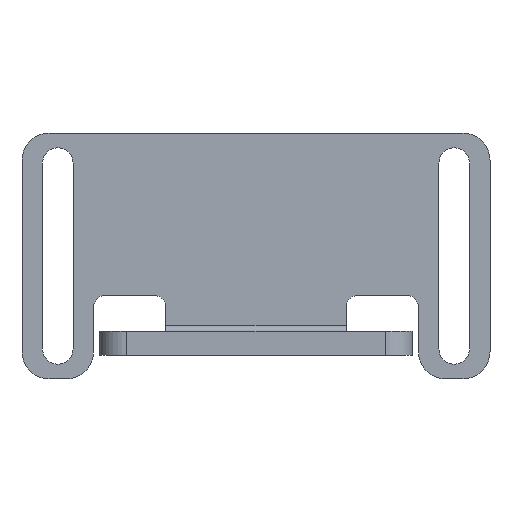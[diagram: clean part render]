
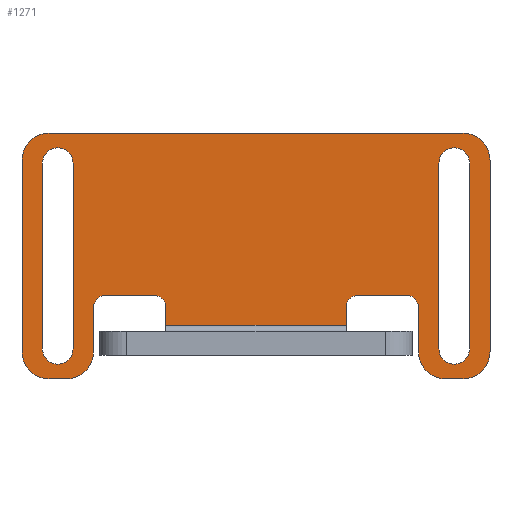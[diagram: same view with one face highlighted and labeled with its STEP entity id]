
A CAD part, left-side view. The second image highlights one B-rep face of the part: STEP entity #1271.
In plain terms, the highlighted planar face has unit normal (-1, 0, 0).
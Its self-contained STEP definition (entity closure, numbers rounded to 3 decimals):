
#68=CIRCLE('',#1367,2.55);
#69=CIRCLE('',#1368,2.55);
#70=CIRCLE('',#1369,2.55);
#71=CIRCLE('',#1370,2.55);
#72=CIRCLE('',#1371,2.);
#73=CIRCLE('',#1372,2.);
#74=CIRCLE('',#1373,4.5);
#75=CIRCLE('',#1374,4.5);
#76=CIRCLE('',#1375,4.5);
#77=CIRCLE('',#1376,4.5);
#78=CIRCLE('',#1377,4.5);
#79=CIRCLE('',#1378,4.5);
#80=CIRCLE('',#1379,2.);
#81=CIRCLE('',#1380,2.);
#150=ORIENTED_EDGE('',*,*,#534,.T.);
#151=ORIENTED_EDGE('',*,*,#535,.T.);
#152=ORIENTED_EDGE('',*,*,#536,.T.);
#153=ORIENTED_EDGE('',*,*,#537,.T.);
#154=ORIENTED_EDGE('',*,*,#538,.T.);
#155=ORIENTED_EDGE('',*,*,#539,.T.);
#156=ORIENTED_EDGE('',*,*,#540,.T.);
#157=ORIENTED_EDGE('',*,*,#541,.T.);
#158=ORIENTED_EDGE('',*,*,#542,.T.);
#159=ORIENTED_EDGE('',*,*,#543,.F.);
#160=ORIENTED_EDGE('',*,*,#544,.T.);
#161=ORIENTED_EDGE('',*,*,#545,.F.);
#162=ORIENTED_EDGE('',*,*,#546,.T.);
#163=ORIENTED_EDGE('',*,*,#547,.F.);
#164=ORIENTED_EDGE('',*,*,#548,.F.);
#165=ORIENTED_EDGE('',*,*,#549,.F.);
#166=ORIENTED_EDGE('',*,*,#550,.F.);
#167=ORIENTED_EDGE('',*,*,#551,.F.);
#168=ORIENTED_EDGE('',*,*,#552,.F.);
#169=ORIENTED_EDGE('',*,*,#553,.F.);
#170=ORIENTED_EDGE('',*,*,#554,.F.);
#171=ORIENTED_EDGE('',*,*,#555,.F.);
#172=ORIENTED_EDGE('',*,*,#556,.F.);
#173=ORIENTED_EDGE('',*,*,#557,.F.);
#174=ORIENTED_EDGE('',*,*,#558,.F.);
#175=ORIENTED_EDGE('',*,*,#559,.F.);
#176=ORIENTED_EDGE('',*,*,#560,.T.);
#177=ORIENTED_EDGE('',*,*,#561,.F.);
#178=ORIENTED_EDGE('',*,*,#562,.T.);
#179=ORIENTED_EDGE('',*,*,#563,.F.);
#534=EDGE_CURVE('',#726,#727,#838,.T.);
#535=EDGE_CURVE('',#727,#728,#68,.T.);
#536=EDGE_CURVE('',#728,#729,#839,.T.);
#537=EDGE_CURVE('',#729,#726,#69,.T.);
#538=EDGE_CURVE('',#730,#731,#840,.T.);
#539=EDGE_CURVE('',#731,#732,#70,.T.);
#540=EDGE_CURVE('',#732,#733,#841,.T.);
#541=EDGE_CURVE('',#733,#730,#71,.T.);
#542=EDGE_CURVE('',#734,#735,#842,.T.);
#543=EDGE_CURVE('',#736,#735,#843,.T.);
#544=EDGE_CURVE('',#736,#737,#72,.T.);
#545=EDGE_CURVE('',#738,#737,#844,.T.);
#546=EDGE_CURVE('',#738,#739,#73,.T.);
#547=EDGE_CURVE('',#740,#739,#845,.T.);
#548=EDGE_CURVE('',#741,#740,#74,.T.);
#549=EDGE_CURVE('',#742,#741,#846,.T.);
#550=EDGE_CURVE('',#743,#742,#75,.T.);
#551=EDGE_CURVE('',#744,#743,#847,.T.);
#552=EDGE_CURVE('',#745,#744,#76,.T.);
#553=EDGE_CURVE('',#746,#745,#848,.T.);
#554=EDGE_CURVE('',#747,#746,#77,.T.);
#555=EDGE_CURVE('',#748,#747,#849,.T.);
#556=EDGE_CURVE('',#749,#748,#78,.T.);
#557=EDGE_CURVE('',#750,#749,#850,.T.);
#558=EDGE_CURVE('',#751,#750,#79,.T.);
#559=EDGE_CURVE('',#752,#751,#851,.T.);
#560=EDGE_CURVE('',#752,#753,#80,.T.);
#561=EDGE_CURVE('',#754,#753,#852,.T.);
#562=EDGE_CURVE('',#754,#755,#81,.T.);
#563=EDGE_CURVE('',#734,#755,#853,.T.);
#726=VERTEX_POINT('',#1941);
#727=VERTEX_POINT('',#1942);
#728=VERTEX_POINT('',#1944);
#729=VERTEX_POINT('',#1946);
#730=VERTEX_POINT('',#1949);
#731=VERTEX_POINT('',#1950);
#732=VERTEX_POINT('',#1952);
#733=VERTEX_POINT('',#1954);
#734=VERTEX_POINT('',#1957);
#735=VERTEX_POINT('',#1958);
#736=VERTEX_POINT('',#1960);
#737=VERTEX_POINT('',#1962);
#738=VERTEX_POINT('',#1964);
#739=VERTEX_POINT('',#1966);
#740=VERTEX_POINT('',#1968);
#741=VERTEX_POINT('',#1970);
#742=VERTEX_POINT('',#1972);
#743=VERTEX_POINT('',#1974);
#744=VERTEX_POINT('',#1976);
#745=VERTEX_POINT('',#1978);
#746=VERTEX_POINT('',#1980);
#747=VERTEX_POINT('',#1982);
#748=VERTEX_POINT('',#1984);
#749=VERTEX_POINT('',#1986);
#750=VERTEX_POINT('',#1988);
#751=VERTEX_POINT('',#1990);
#752=VERTEX_POINT('',#1992);
#753=VERTEX_POINT('',#1994);
#754=VERTEX_POINT('',#1996);
#755=VERTEX_POINT('',#1998);
#838=LINE('',#1940,#966);
#839=LINE('',#1945,#967);
#840=LINE('',#1948,#968);
#841=LINE('',#1953,#969);
#842=LINE('',#1956,#970);
#843=LINE('',#1959,#971);
#844=LINE('',#1963,#972);
#845=LINE('',#1967,#973);
#846=LINE('',#1971,#974);
#847=LINE('',#1975,#975);
#848=LINE('',#1979,#976);
#849=LINE('',#1983,#977);
#850=LINE('',#1987,#978);
#851=LINE('',#1991,#979);
#852=LINE('',#1995,#980);
#853=LINE('',#1999,#981);
#966=VECTOR('',#1535,1000.);
#967=VECTOR('',#1538,1000.);
#968=VECTOR('',#1541,1000.);
#969=VECTOR('',#1544,1000.);
#970=VECTOR('',#1547,1000.);
#971=VECTOR('',#1548,1000.);
#972=VECTOR('',#1551,1000.);
#973=VECTOR('',#1554,1000.);
#974=VECTOR('',#1557,1000.);
#975=VECTOR('',#1560,1000.);
#976=VECTOR('',#1563,1000.);
#977=VECTOR('',#1566,1000.);
#978=VECTOR('',#1569,1000.);
#979=VECTOR('',#1572,1000.);
#980=VECTOR('',#1575,1000.);
#981=VECTOR('',#1578,1000.);
#1082=EDGE_LOOP('',(#150,#151,#152,#153));
#1083=EDGE_LOOP('',(#154,#155,#156,#157));
#1084=EDGE_LOOP('',(#158,#159,#160,#161,#162,#163,#164,#165,#166,#167,#168,
#169,#170,#171,#172,#173,#174,#175,#176,#177,#178,#179));
#1162=FACE_BOUND('',#1082,.T.);
#1163=FACE_BOUND('',#1083,.T.);
#1164=FACE_BOUND('',#1084,.T.);
#1237=PLANE('',#1366);
#1271=ADVANCED_FACE('',(#1162,#1163,#1164),#1237,.F.);
#1366=AXIS2_PLACEMENT_3D('',#1939,#1533,#1534);
#1367=AXIS2_PLACEMENT_3D('',#1943,#1536,#1537);
#1368=AXIS2_PLACEMENT_3D('',#1947,#1539,#1540);
#1369=AXIS2_PLACEMENT_3D('',#1951,#1542,#1543);
#1370=AXIS2_PLACEMENT_3D('',#1955,#1545,#1546);
#1371=AXIS2_PLACEMENT_3D('',#1961,#1549,#1550);
#1372=AXIS2_PLACEMENT_3D('',#1965,#1552,#1553);
#1373=AXIS2_PLACEMENT_3D('',#1969,#1555,#1556);
#1374=AXIS2_PLACEMENT_3D('',#1973,#1558,#1559);
#1375=AXIS2_PLACEMENT_3D('',#1977,#1561,#1562);
#1376=AXIS2_PLACEMENT_3D('',#1981,#1564,#1565);
#1377=AXIS2_PLACEMENT_3D('',#1985,#1567,#1568);
#1378=AXIS2_PLACEMENT_3D('',#1989,#1570,#1571);
#1379=AXIS2_PLACEMENT_3D('',#1993,#1573,#1574);
#1380=AXIS2_PLACEMENT_3D('',#1997,#1576,#1577);
#1533=DIRECTION('',(1.,0.,0.));
#1534=DIRECTION('',(0.,0.,-1.));
#1535=DIRECTION('',(0.,0.,1.));
#1536=DIRECTION('',(1.,0.,0.));
#1537=DIRECTION('',(0.,0.,-1.));
#1538=DIRECTION('',(0.,0.,-1.));
#1539=DIRECTION('',(1.,0.,0.));
#1540=DIRECTION('',(0.,0.,-1.));
#1541=DIRECTION('',(0.,0.,1.));
#1542=DIRECTION('',(1.,0.,0.));
#1543=DIRECTION('',(0.,0.,-1.));
#1544=DIRECTION('',(0.,0.,-1.));
#1545=DIRECTION('',(1.,0.,0.));
#1546=DIRECTION('',(0.,0.,-1.));
#1547=DIRECTION('',(0.,-1.,0.));
#1548=DIRECTION('',(0.,0.,-1.));
#1549=DIRECTION('',(1.,0.,0.));
#1550=DIRECTION('',(0.,0.,-1.));
#1551=DIRECTION('',(0.,1.,0.));
#1552=DIRECTION('',(1.,0.,0.));
#1553=DIRECTION('',(0.,0.,-1.));
#1554=DIRECTION('',(0.,0.,1.));
#1555=DIRECTION('',(1.,0.,0.));
#1556=DIRECTION('',(0.,0.,-1.));
#1557=DIRECTION('',(0.,1.,0.));
#1558=DIRECTION('',(1.,0.,0.));
#1559=DIRECTION('',(0.,0.,-1.));
#1560=DIRECTION('',(0.,0.,-1.));
#1561=DIRECTION('',(1.,0.,0.));
#1562=DIRECTION('',(0.,0.,-1.));
#1563=DIRECTION('',(0.,-1.,0.));
#1564=DIRECTION('',(1.,0.,0.));
#1565=DIRECTION('',(0.,0.,-1.));
#1566=DIRECTION('',(0.,0.,1.));
#1567=DIRECTION('',(1.,0.,0.));
#1568=DIRECTION('',(0.,0.,-1.));
#1569=DIRECTION('',(0.,1.,0.));
#1570=DIRECTION('',(1.,0.,0.));
#1571=DIRECTION('',(0.,0.,-1.));
#1572=DIRECTION('',(0.,0.,-1.));
#1573=DIRECTION('',(1.,0.,0.));
#1574=DIRECTION('',(0.,0.,-1.));
#1575=DIRECTION('',(0.,1.,0.));
#1576=DIRECTION('',(1.,0.,0.));
#1577=DIRECTION('',(0.,0.,-1.));
#1578=DIRECTION('',(0.,0.,1.));
#1939=CARTESIAN_POINT('',(-4.,-34.45,32.5));
#1940=CARTESIAN_POINT('',(-4.,35.55,1.1));
#1941=CARTESIAN_POINT('',(-4.,35.55,1.1));
#1942=CARTESIAN_POINT('',(-4.,35.55,32.));
#1943=CARTESIAN_POINT('',(-4.,33.,32.));
#1944=CARTESIAN_POINT('',(-4.,30.45,32.));
#1945=CARTESIAN_POINT('',(-4.,30.45,32.));
#1946=CARTESIAN_POINT('',(-4.,30.45,1.1));
#1947=CARTESIAN_POINT('',(-4.,33.,1.1));
#1948=CARTESIAN_POINT('',(-4.,-30.45,1.1));
#1949=CARTESIAN_POINT('',(-4.,-30.45,1.1));
#1950=CARTESIAN_POINT('',(-4.,-30.45,32.));
#1951=CARTESIAN_POINT('',(-4.,-33.,32.));
#1952=CARTESIAN_POINT('',(-4.,-35.55,32.));
#1953=CARTESIAN_POINT('',(-4.,-35.55,32.));
#1954=CARTESIAN_POINT('',(-4.,-35.55,1.1));
#1955=CARTESIAN_POINT('',(-4.,-33.,1.1));
#1956=CARTESIAN_POINT('',(-4.,15.,5.));
#1957=CARTESIAN_POINT('',(-4.,15.,5.));
#1958=CARTESIAN_POINT('',(-4.,-15.,5.));
#1959=CARTESIAN_POINT('',(-4.,-15.,8.));
#1960=CARTESIAN_POINT('',(-4.,-15.,8.));
#1961=CARTESIAN_POINT('',(-4.,-17.,8.));
#1962=CARTESIAN_POINT('',(-4.,-17.,10.));
#1963=CARTESIAN_POINT('',(-4.,-25.05,10.));
#1964=CARTESIAN_POINT('',(-4.,-25.05,10.));
#1965=CARTESIAN_POINT('',(-4.,-25.05,8.));
#1966=CARTESIAN_POINT('',(-4.,-27.05,8.));
#1967=CARTESIAN_POINT('',(-4.,-27.05,0.6));
#1968=CARTESIAN_POINT('',(-4.,-27.05,0.6));
#1969=CARTESIAN_POINT('',(-4.,-31.55,0.6));
#1970=CARTESIAN_POINT('',(-4.,-31.55,-3.9));
#1971=CARTESIAN_POINT('',(-4.,-34.45,-3.9));
#1972=CARTESIAN_POINT('',(-4.,-34.45,-3.9));
#1973=CARTESIAN_POINT('',(-4.,-34.45,0.6));
#1974=CARTESIAN_POINT('',(-4.,-38.95,0.6));
#1975=CARTESIAN_POINT('',(-4.,-38.95,32.5));
#1976=CARTESIAN_POINT('',(-4.,-38.95,32.5));
#1977=CARTESIAN_POINT('',(-4.,-34.45,32.5));
#1978=CARTESIAN_POINT('',(-4.,-34.45,37.));
#1979=CARTESIAN_POINT('',(-4.,34.45,37.));
#1980=CARTESIAN_POINT('',(-4.,34.45,37.));
#1981=CARTESIAN_POINT('',(-4.,34.45,32.5));
#1982=CARTESIAN_POINT('',(-4.,38.95,32.5));
#1983=CARTESIAN_POINT('',(-4.,38.95,0.6));
#1984=CARTESIAN_POINT('',(-4.,38.95,0.6));
#1985=CARTESIAN_POINT('',(-4.,34.45,0.6));
#1986=CARTESIAN_POINT('',(-4.,34.45,-3.9));
#1987=CARTESIAN_POINT('',(-4.,31.55,-3.9));
#1988=CARTESIAN_POINT('',(-4.,31.55,-3.9));
#1989=CARTESIAN_POINT('',(-4.,31.55,0.6));
#1990=CARTESIAN_POINT('',(-4.,27.05,0.6));
#1991=CARTESIAN_POINT('',(-4.,27.05,8.));
#1992=CARTESIAN_POINT('',(-4.,27.05,8.));
#1993=CARTESIAN_POINT('',(-4.,25.05,8.));
#1994=CARTESIAN_POINT('',(-4.,25.05,10.));
#1995=CARTESIAN_POINT('',(-4.,17.,10.));
#1996=CARTESIAN_POINT('',(-4.,17.,10.));
#1997=CARTESIAN_POINT('',(-4.,17.,8.));
#1998=CARTESIAN_POINT('',(-4.,15.,8.));
#1999=CARTESIAN_POINT('',(-4.,15.,0.));
